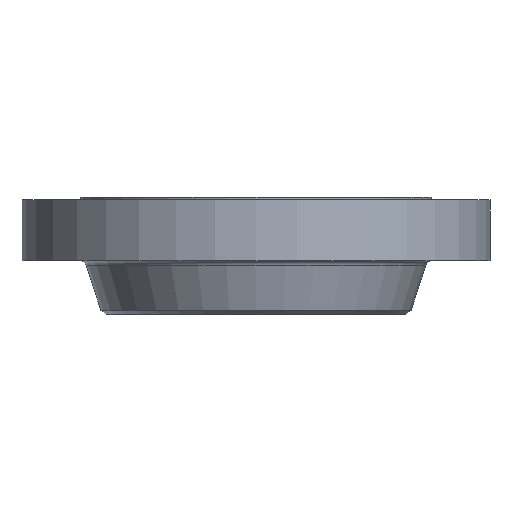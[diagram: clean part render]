
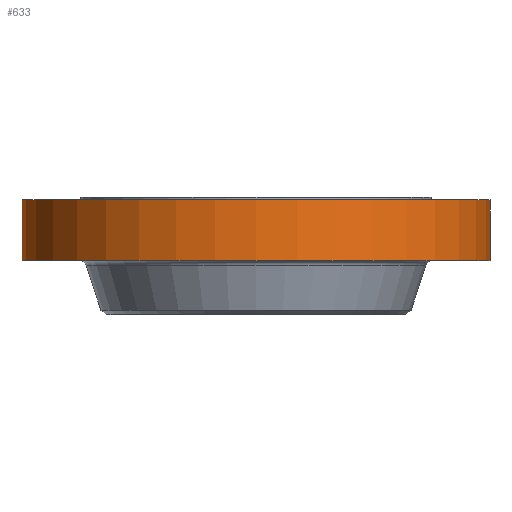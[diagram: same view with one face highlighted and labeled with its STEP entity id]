
A CAD part, front view. The second image highlights one B-rep face of the part: STEP entity #633.
In plain terms, the highlighted cylindrical face has radius 619.125 mm (diameter 1238.25 mm), a partial arc.
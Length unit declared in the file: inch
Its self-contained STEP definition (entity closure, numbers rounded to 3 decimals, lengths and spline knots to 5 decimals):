
#14 = CARTESIAN_POINT ( 'NONE',  ( 24.375, 0., -6.5625 ) ) ;
#26 = CARTESIAN_POINT ( 'NONE',  ( 24.375, 0., 0. ) ) ;
#77 = DIRECTION ( 'NONE',  ( 1., 0., 0. ) ) ;
#138 = VERTEX_POINT ( 'NONE', #1733 ) ;
#164 = EDGE_CURVE ( 'NONE', #1777, #1170, #1906, .T. ) ;
#184 = VERTEX_POINT ( 'NONE', #558 ) ;
#186 = LINE ( 'NONE', #26, #486 ) ;
#205 = DIRECTION ( 'NONE',  ( 0., 0., 1. ) ) ;
#262 = DIRECTION ( 'NONE',  ( 0., 0., 1. ) ) ;
#286 = DIRECTION ( 'NONE',  ( 0., 0., 1. ) ) ;
#331 = DIRECTION ( 'NONE',  ( 0., 0., 1. ) ) ;
#413 = DIRECTION ( 'NONE',  ( 0., 0., 1. ) ) ;
#441 = DIRECTION ( 'NONE',  ( 1., 0., 0. ) ) ;
#445 = CARTESIAN_POINT ( 'NONE',  ( 0., 0., -0.25 ) ) ;
#486 = VECTOR ( 'NONE', #205, 39.37008 ) ;
#553 = CARTESIAN_POINT ( 'NONE',  ( 0., 0., 0. ) ) ;
#558 = CARTESIAN_POINT ( 'NONE',  ( 24.375, 0., -0.25 ) ) ;
#615 = LINE ( 'NONE', #1680, #1823 ) ;
#633 = ADVANCED_FACE ( 'NONE', ( #1750 ), #1595, .T. ) ;
#750 = CARTESIAN_POINT ( 'NONE',  ( 0., 0., -6.5625 ) ) ;
#871 = AXIS2_PLACEMENT_3D ( 'NONE', #553, #413, #77 ) ;
#1170 = VERTEX_POINT ( 'NONE', #14 ) ;
#1258 = ORIENTED_EDGE ( 'NONE', *, *, #1698, .T. ) ;
#1336 = ORIENTED_EDGE ( 'NONE', *, *, #164, .T. ) ;
#1456 = CIRCLE ( 'NONE', #1918, 24.375 ) ;
#1485 = EDGE_LOOP ( 'NONE', ( #1591, #1336, #1258, #1545 ) ) ;
#1540 = EDGE_CURVE ( 'NONE', #138, #184, #1456, .T. ) ;
#1545 = ORIENTED_EDGE ( 'NONE', *, *, #1540, .F. ) ;
#1591 = ORIENTED_EDGE ( 'NONE', *, *, #1601, .F. ) ;
#1595 = CYLINDRICAL_SURFACE ( 'NONE', #871, 24.375 ) ;
#1601 = EDGE_CURVE ( 'NONE', #1777, #138, #615, .T. ) ;
#1625 = CARTESIAN_POINT ( 'NONE',  ( -24.375, 0., -6.5625 ) ) ;
#1653 = AXIS2_PLACEMENT_3D ( 'NONE', #750, #262, #441 ) ;
#1663 = DIRECTION ( 'NONE',  ( 1., 0., 0. ) ) ;
#1680 = CARTESIAN_POINT ( 'NONE',  ( -24.375, 0., 0. ) ) ;
#1698 = EDGE_CURVE ( 'NONE', #1170, #184, #186, .T. ) ;
#1733 = CARTESIAN_POINT ( 'NONE',  ( -24.375, 0., -0.25 ) ) ;
#1750 = FACE_OUTER_BOUND ( 'NONE', #1485, .T. ) ;
#1777 = VERTEX_POINT ( 'NONE', #1625 ) ;
#1823 = VECTOR ( 'NONE', #331, 39.37008 ) ;
#1906 = CIRCLE ( 'NONE', #1653, 24.375 ) ;
#1918 = AXIS2_PLACEMENT_3D ( 'NONE', #445, #286, #1663 ) ;
